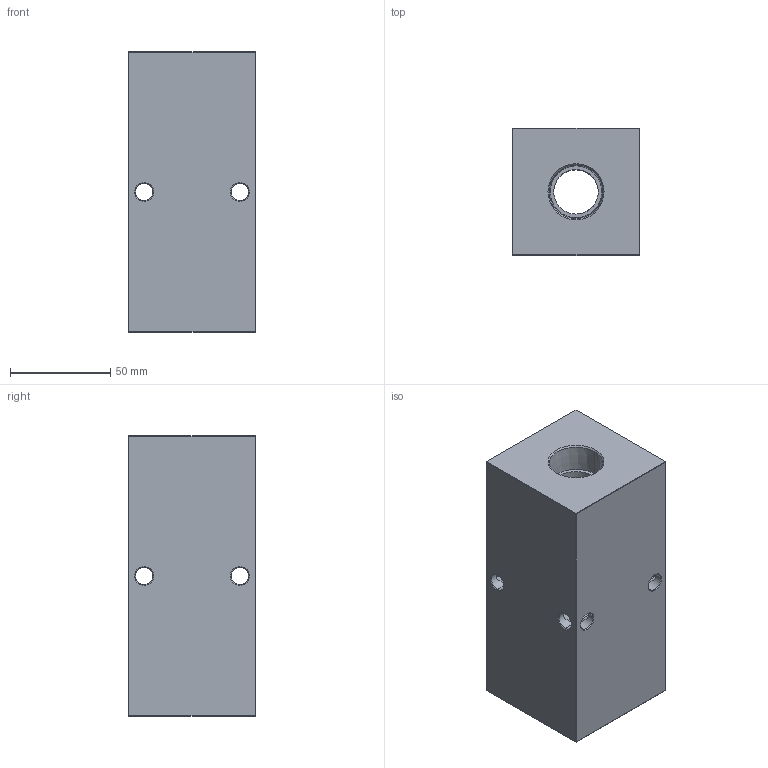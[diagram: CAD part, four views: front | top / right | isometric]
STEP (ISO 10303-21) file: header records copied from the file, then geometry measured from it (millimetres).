
FILE_DESCRIPTION (( 'STEP AP214' ), '1' );
FILE_NAME ('HM-2-0-P-12-12.STEP', '2019-07-13T13:57:55', ( '' ), ( '' ), 'SwSTEP 2.0', 'SolidWorks 2018', '' );
FILE_SCHEMA (( 'AUTOMOTIVE_DESIGN' ));
Length unit declared in the file: inch
Products named in the file (1): HM-2-0-P-12-12
Bounding box: 63.5 x 63.5 x 139.7 mm (x, y, z)
Volume: 469011.7 mm3; surface area: 59861.9 mm2
Topology: 1 solids, 1 shells, 490 faces, 1286 edges, 836 vertices
Faces by surface type: plane 255, bspline 177, cylinder 30, cone 28
Entity records: 29898 total; most frequent: CARTESIAN_POINT 12918, ORIENTED_EDGE 2572, DIRECTION 1592, EDGE_CURVE 1286, VERTEX_POINT 836, VECTOR 820, LINE 820, EDGE_LOOP 550
